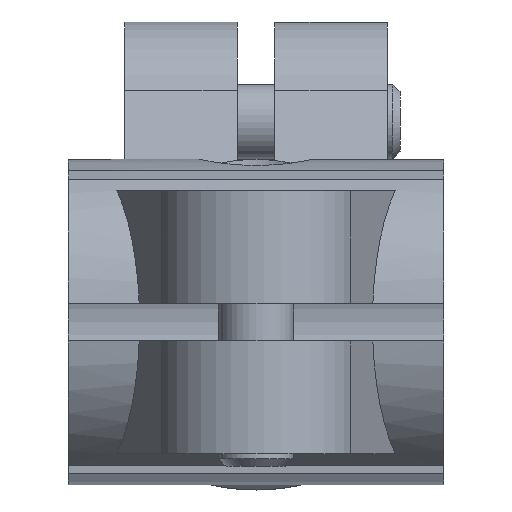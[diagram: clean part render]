
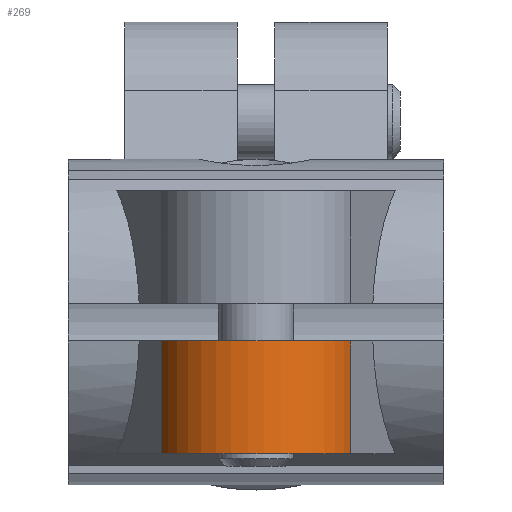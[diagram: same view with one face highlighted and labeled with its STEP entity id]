
A CAD part, left-side view. The second image highlights one B-rep face of the part: STEP entity #269.
In plain terms, the highlighted cylindrical face has radius 8 mm (diameter 16 mm), a partial arc.
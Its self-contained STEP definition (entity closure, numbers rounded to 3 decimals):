
#269 = ADVANCED_FACE( '', ( #623 ), #624, .T. );
#623 = FACE_OUTER_BOUND( '', #1117, .T. );
#624 = CYLINDRICAL_SURFACE( '', #1118, 8. );
#1117 = EDGE_LOOP( '', ( #1695, #1696, #1697, #1698 ) );
#1118 = AXIS2_PLACEMENT_3D( '', #1699, #1700, #1701 );
#1695 = ORIENTED_EDGE( '', *, *, #2955, .F. );
#1696 = ORIENTED_EDGE( '', *, *, #2956, .T. );
#1697 = ORIENTED_EDGE( '', *, *, #2957, .T. );
#1698 = ORIENTED_EDGE( '', *, *, #2958, .F. );
#1699 = CARTESIAN_POINT( '', ( -15.5, 15., 10.5 ) );
#1700 = DIRECTION( '', ( 0., 0., 1. ) );
#1701 = DIRECTION( '', ( -1., 0., 0. ) );
#2955 = EDGE_CURVE( '', #3501, #3502, #3503, .T. );
#2956 = EDGE_CURVE( '', #3501, #3504, #3505, .T. );
#2957 = EDGE_CURVE( '', #3504, #3506, #3507, .T. );
#2958 = EDGE_CURVE( '', #3502, #3506, #3508, .T. );
#3501 = VERTEX_POINT( '', #4279 );
#3502 = VERTEX_POINT( '', #4280 );
#3503 = CIRCLE( '', #4281, 8. );
#3504 = VERTEX_POINT( '', #4282 );
#3505 = LINE( '', #4283, #4284 );
#3506 = VERTEX_POINT( '', #4285 );
#3507 = CIRCLE( '', #4286, 8. );
#3508 = LINE( '', #4287, #4288 );
#4279 = CARTESIAN_POINT( '', ( -18.073, 22.575, -1.5 ) );
#4280 = CARTESIAN_POINT( '', ( -18.073, 7.425, -1.5 ) );
#4281 = AXIS2_PLACEMENT_3D( '', #5510, #5511, #5512 );
#4282 = CARTESIAN_POINT( '', ( -18.073, 22.575, -10.5 ) );
#4283 = CARTESIAN_POINT( '', ( -18.073, 22.575, 10.5 ) );
#4284 = VECTOR( '', #5513, 1000. );
#4285 = CARTESIAN_POINT( '', ( -18.073, 7.425, -10.5 ) );
#4286 = AXIS2_PLACEMENT_3D( '', #5514, #5515, #5516 );
#4287 = CARTESIAN_POINT( '', ( -18.073, 7.425, 10.5 ) );
#4288 = VECTOR( '', #5517, 1000. );
#5510 = CARTESIAN_POINT( '', ( -15.5, 15., -1.5 ) );
#5511 = DIRECTION( '', ( 0., 0., 1. ) );
#5512 = DIRECTION( '', ( 1., 0., 0. ) );
#5513 = DIRECTION( '', ( 0., 0., -1. ) );
#5514 = CARTESIAN_POINT( '', ( -15.5, 15., -10.5 ) );
#5515 = DIRECTION( '', ( 0., 0., 1. ) );
#5516 = DIRECTION( '', ( 1., 0., 0. ) );
#5517 = DIRECTION( '', ( 0., 0., -1. ) );
